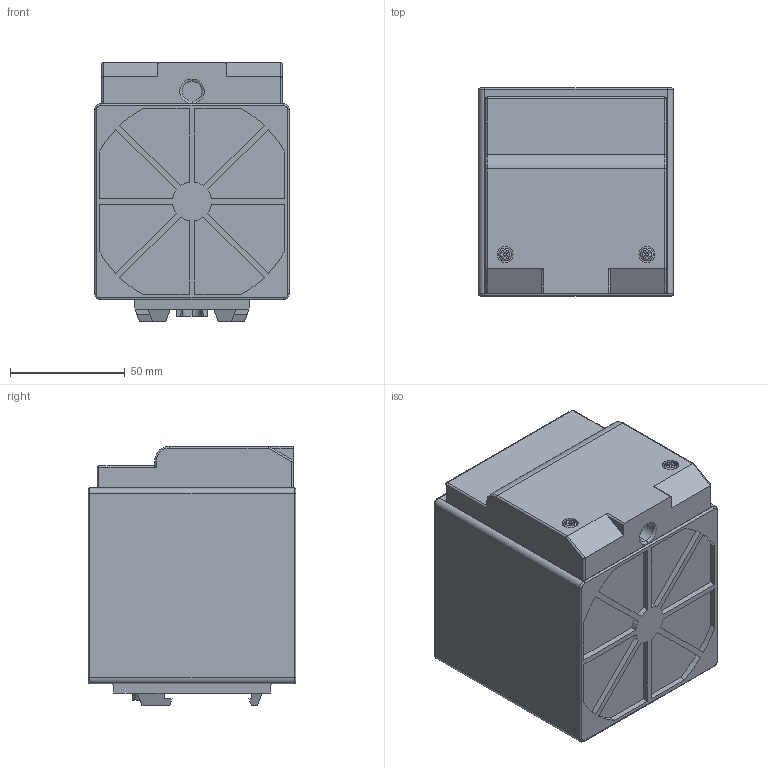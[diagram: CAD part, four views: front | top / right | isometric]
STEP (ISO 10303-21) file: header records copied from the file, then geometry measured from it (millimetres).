
FILE_DESCRIPTION (( 'STEP AP214' ), '1' );
FILE_NAME ('028109-00.STEP', '2014-06-25T16:07:58', ( '' ), ( '' ), 'SwSTEP 2.0', 'SolidWorks 2013', '' );
FILE_SCHEMA (( 'AUTOMOTIVE_DESIGN' ));
Length unit declared in the file: inch
Products named in the file (1): 028109-00
Bounding box: 84.71 x 90.42 x 112.78 mm (x, y, z)
Volume: 743675.4 mm3; surface area: 59969.5 mm2
Topology: 1 solids, 1 shells, 408 faces, 1021 edges, 664 vertices
Faces by surface type: plane 219, cylinder 153, cone 18, torus 16, sphere 2
Entity records: 12225 total; most frequent: DIRECTION 2179, CARTESIAN_POINT 2116, ORIENTED_EDGE 2038, EDGE_CURVE 1019, AXIS2_PLACEMENT_3D 759, VERTEX_POINT 664, LINE 661, VECTOR 661
